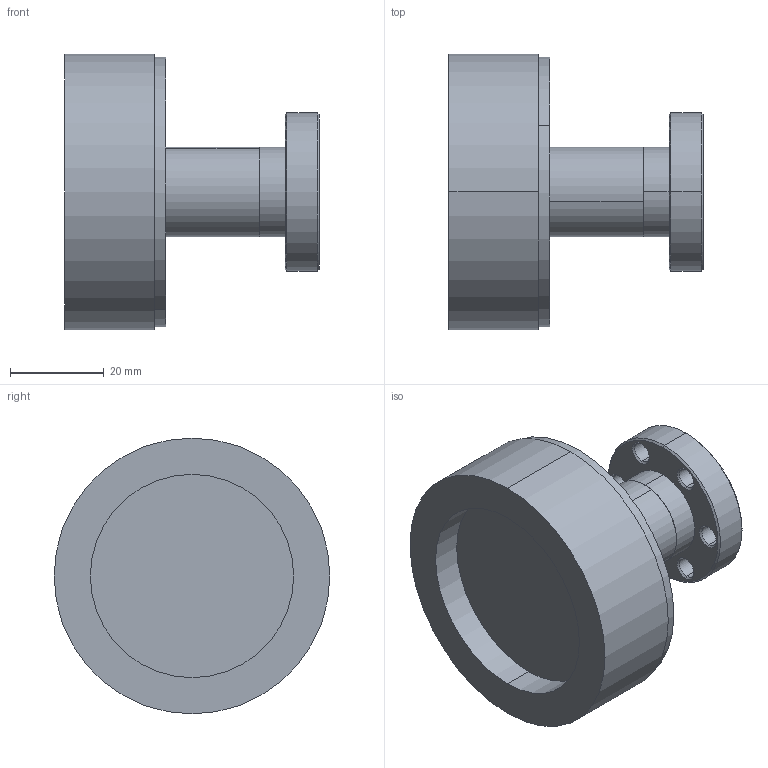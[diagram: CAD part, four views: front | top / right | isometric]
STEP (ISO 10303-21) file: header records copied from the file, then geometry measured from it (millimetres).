
FILE_DESCRIPTION (( 'STEP AP214' ), '1' );
FILE_NAME ('420032.STEP', '2024-01-21T08:13:15', ( '' ), ( '' ), 'SwSTEP 2.0', 'SolidWorks 2022', '' );
FILE_SCHEMA (( 'AUTOMOTIVE_DESIGN' ));
Length unit declared in the file: inch
Products named in the file (5): 042250; 420032; 110004; 942004; 942002
Assembly tree (4 placements, depth 2):
  420032
    042250
    942002
    942004
    110004
Bounding box: 54.1 x 58.72 x 58.72 mm (x, y, z)
Volume: 39074.4 mm3; surface area: 24084.3 mm2
Topology: 5 solids, 5 shells, 83 faces, 176 edges, 107 vertices
Faces by surface type: cylinder 36, cone 32, plane 13, sphere 2
Entity records: 2525 total; most frequent: DIRECTION 464, CARTESIAN_POINT 373, ORIENTED_EDGE 352, AXIS2_PLACEMENT_3D 198, EDGE_CURVE 176, CIRCLE 108, EDGE_LOOP 107, VERTEX_POINT 107
